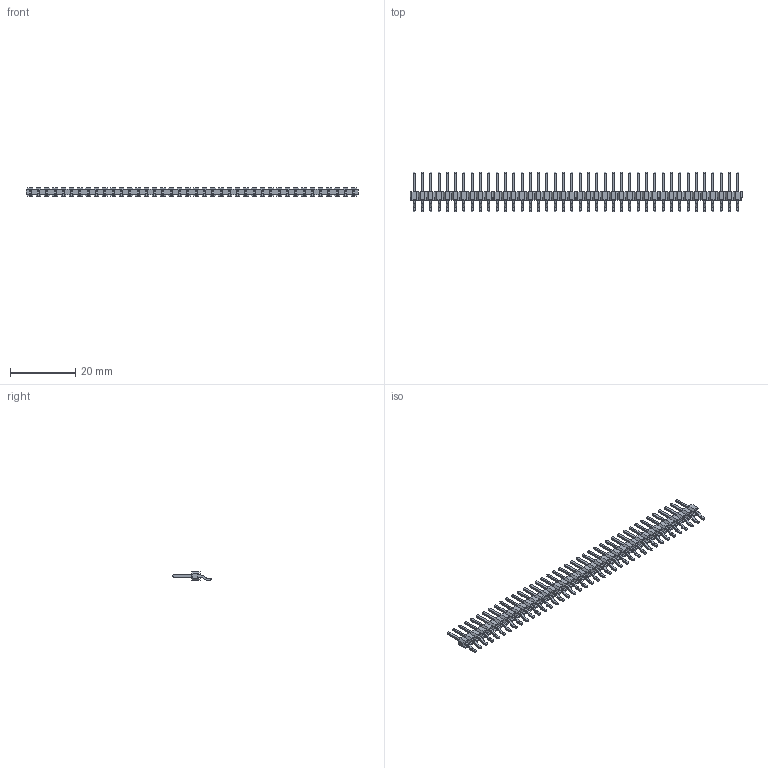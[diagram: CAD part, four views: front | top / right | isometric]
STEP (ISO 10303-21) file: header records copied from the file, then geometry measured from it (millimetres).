
FILE_DESCRIPTION(('STEP AP214'), '1');
FILE_NAME('DS1025 (PLS-T CONNFLY)', '2019-06-30T13:27:15', ('Che'), (''), 'ASCON STEP Converter 1.3', 'ASCON Math Kernel', '');
FILE_SCHEMA(('AUTOMOTIVE_DESIGN { 1 0 10303 214 3 1 1}'));
Length unit declared in the file: millimetre
Bounding box: 101.6 x 12.1 x 2.54 mm (x, y, z)
Volume: 627.2 mm3; surface area: 2235.5 mm2
Topology: 1 solids, 1 shells, 1647 faces, 4258 edges, 2732 vertices
Faces by surface type: plane 1487, cylinder 160
Entity records: 62232 total; most frequent: CARTESIAN_POINT 8638, ORIENTED_EDGE 8516, DIRECTION 7874, EDGE_CURVE 4258, LINE 3938, VECTOR 3938, VERTEX_POINT 2732, AXIS2_PLACEMENT_3D 1968
